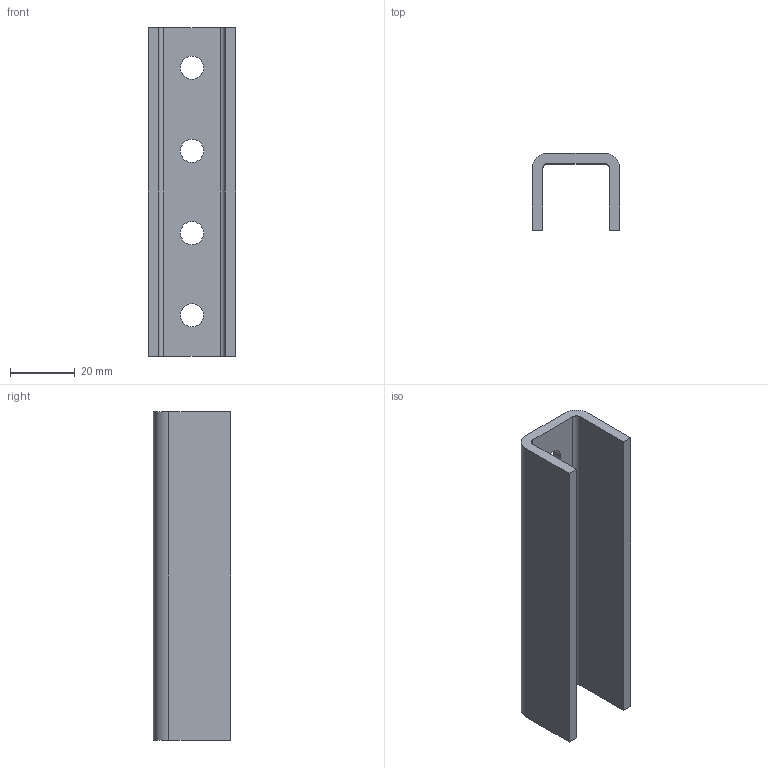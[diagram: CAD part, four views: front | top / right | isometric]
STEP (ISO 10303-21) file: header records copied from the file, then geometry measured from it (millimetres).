
FILE_DESCRIPTION(('TurboCAD Mac Pro'),'Build 980');
FILE_NAME('P6377.stp',' ',(''),(''),'ACIS Interop','IMSI','TurboCAD Mac Pro BY IMSI, INCORPORATED');
FILE_SCHEMA(('automotive_design'));
Length unit declared in the file: inch
Products named in the file (1): 1
Bounding box: 26.99 x 23.81 x 101.6 mm (x, y, z)
Volume: 20632.7 mm3; surface area: 14343.1 mm2
Topology: 1 solids, 1 shells, 30 faces, 84 edges, 56 vertices
Faces by surface type: bspline 20, plane 10
Entity records: 1348 total; most frequent: CARTESIAN_POINT 431, ORIENTED_EDGE 168, EDGE_CURVE 84, DIRECTION 66, VERTEX_POINT 56, LINE 44, VECTOR 44, B_SPLINE_CURVE_WITH_KNOTS 40
